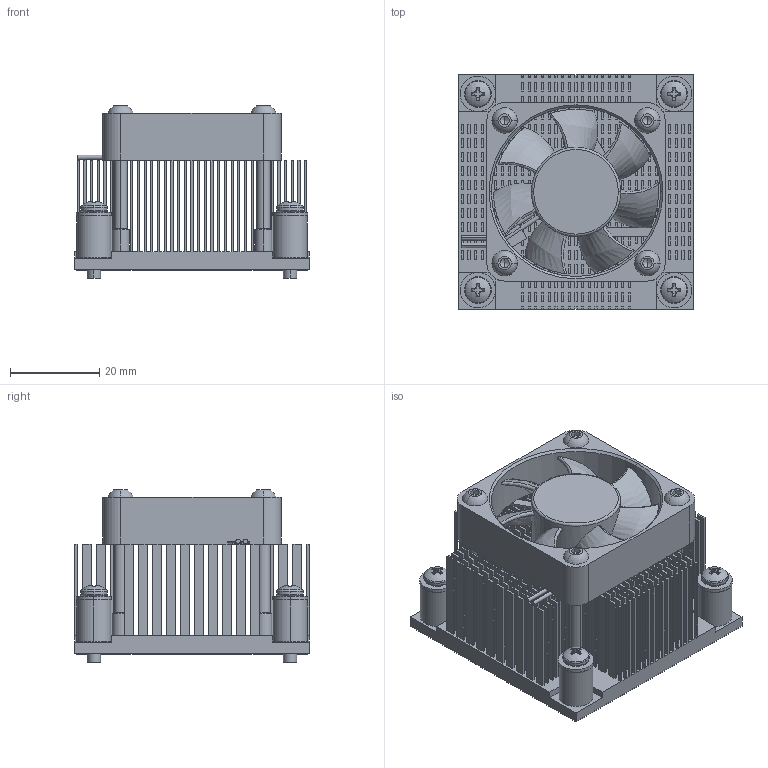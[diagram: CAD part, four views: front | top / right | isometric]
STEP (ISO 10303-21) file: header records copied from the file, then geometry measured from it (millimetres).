
FILE_DESCRIPTION(('STEP AP214'),'1');
FILE_NAME('ATS-61500W-C2-R0.STEP','2023-02-24T11:29:06',(' '),(' '),'Spatial InterOp 3D',' ',' ');
FILE_SCHEMA(('AUTOMOTIVE_DESIGN { 1 0 10303 214 1 1 1 1 }'));
Length unit declared in the file: metre
Products named in the file (6): ATS-61500W-C2-R0_FUSED; Component1; Component5; ATS-61500W-C2-R0; 40x40x10 DC Fan; schraube_iso_7380-m3x35-12_9
Assembly tree (11 placements, depth 3):
  ATS-61500W-C2-R0
    ATS-61500W-C2-R0_FUSED
      Component1
      Component5  x4
    40x40x10 DC Fan
    schraube_iso_7380-m3x35-12_9  x4
Bounding box: 52.65 x 52.65 x 38.6 mm (x, y, z)
Volume: 31365.4 mm3; surface area: 63209.1 mm2
Topology: 14 solids, 14 shells, 2791 faces, 6892 edges, 4580 vertices
Faces by surface type: plane 2530, cylinder 148, cone 67, torus 28, bspline 14, sphere 4
Entity records: 81688 total; most frequent: CARTESIAN_POINT 18867, ORIENTED_EDGE 12904, DIRECTION 11962, EDGE_CURVE 6452, LINE 6012, VECTOR 6012, VERTEX_POINT 4292, EDGE_LOOP 3104
